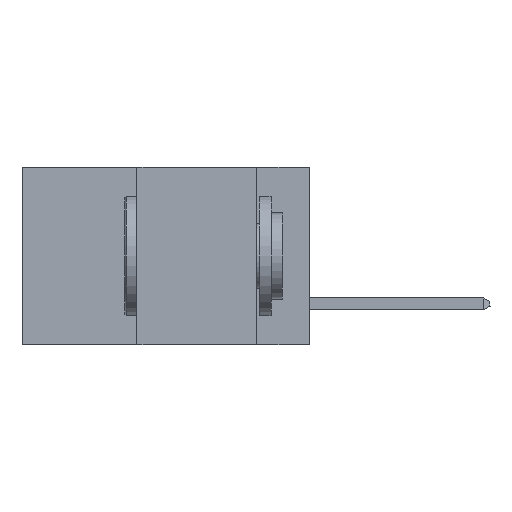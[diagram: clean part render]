
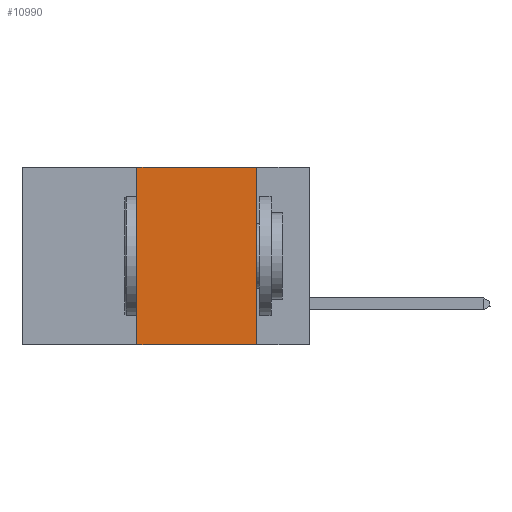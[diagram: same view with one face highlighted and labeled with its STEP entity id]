
A CAD part, left-side view. The second image highlights one B-rep face of the part: STEP entity #10990.
In plain terms, the highlighted planar face has unit normal (-1, 0, 0).
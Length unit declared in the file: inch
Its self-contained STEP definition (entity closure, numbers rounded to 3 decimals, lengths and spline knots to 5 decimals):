
#621 = CARTESIAN_POINT ( 'NONE',  ( 0., 0.6, 0. ) ) ;
#635 = CARTESIAN_POINT ( 'NONE',  ( 0., 0.6, -0.37 ) ) ;
#2404 = DIRECTION ( 'NONE',  ( 0., 0., -1. ) ) ;
#3680 = CARTESIAN_POINT ( 'NONE',  ( 0., 0.6, 0. ) ) ;
#4367 = VECTOR ( 'NONE', #2404, 39.37008 ) ;
#4712 = VERTEX_POINT ( 'NONE', #25502 ) ;
#5327 = CARTESIAN_POINT ( 'NONE',  ( 0., 0.36, 0. ) ) ;
#6269 = EDGE_CURVE ( 'NONE', #7754, #9215, #40203, .T. ) ;
#7613 = CARTESIAN_POINT ( 'NONE',  ( 0., 0.36, -0.37 ) ) ;
#7754 = VERTEX_POINT ( 'NONE', #41417 ) ;
#7756 = DIRECTION ( 'NONE',  ( 1., 0., 0. ) ) ;
#9112 = VECTOR ( 'NONE', #12010, 39.37008 ) ;
#9215 = VERTEX_POINT ( 'NONE', #25445 ) ;
#10780 = EDGE_LOOP ( 'NONE', ( #24419, #37308, #43748, #27319 ) ) ;
#10902 = DIRECTION ( 'NONE',  ( 0., -1., 0. ) ) ;
#10990 = ADVANCED_FACE ( 'NONE', ( #35481 ), #31156, .F. ) ;
#12010 = DIRECTION ( 'NONE',  ( 0., 0., 1. ) ) ;
#16110 = VERTEX_POINT ( 'NONE', #7613 ) ;
#17485 = DIRECTION ( 'NONE',  ( 0., -1., 0. ) ) ;
#18138 = LINE ( 'NONE', #5327, #9112 ) ;
#18428 = EDGE_CURVE ( 'NONE', #9215, #4712, #41127, .T. ) ;
#19023 = AXIS2_PLACEMENT_3D ( 'NONE', #621, #7756, #33692 ) ;
#24170 = VECTOR ( 'NONE', #17485, 39.37008 ) ;
#24419 = ORIENTED_EDGE ( 'NONE', *, *, #18428, .F. ) ;
#25445 = CARTESIAN_POINT ( 'NONE',  ( 0., 0.11, 0. ) ) ;
#25502 = CARTESIAN_POINT ( 'NONE',  ( 0., 0.11, -0.37 ) ) ;
#27319 = ORIENTED_EDGE ( 'NONE', *, *, #37782, .T. ) ;
#31156 = PLANE ( 'NONE',  #19023 ) ;
#31988 = VECTOR ( 'NONE', #10902, 39.37008 ) ;
#33692 = DIRECTION ( 'NONE',  ( 0., 0., -1. ) ) ;
#34094 = LINE ( 'NONE', #635, #31988 ) ;
#35481 = FACE_OUTER_BOUND ( 'NONE', #10780, .T. ) ;
#37308 = ORIENTED_EDGE ( 'NONE', *, *, #6269, .F. ) ;
#37411 = EDGE_CURVE ( 'NONE', #16110, #7754, #18138, .T. ) ;
#37782 = EDGE_CURVE ( 'NONE', #16110, #4712, #34094, .T. ) ;
#40203 = LINE ( 'NONE', #3680, #24170 ) ;
#41127 = LINE ( 'NONE', #42051, #4367 ) ;
#41417 = CARTESIAN_POINT ( 'NONE',  ( 0., 0.36, 0. ) ) ;
#42051 = CARTESIAN_POINT ( 'NONE',  ( 0., 0.11, 0. ) ) ;
#43748 = ORIENTED_EDGE ( 'NONE', *, *, #37411, .F. ) ;
